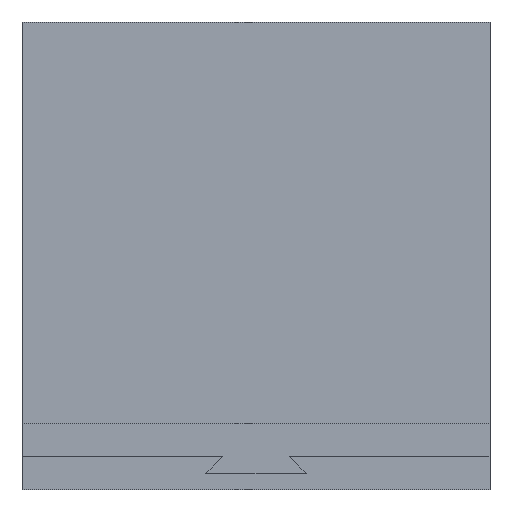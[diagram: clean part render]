
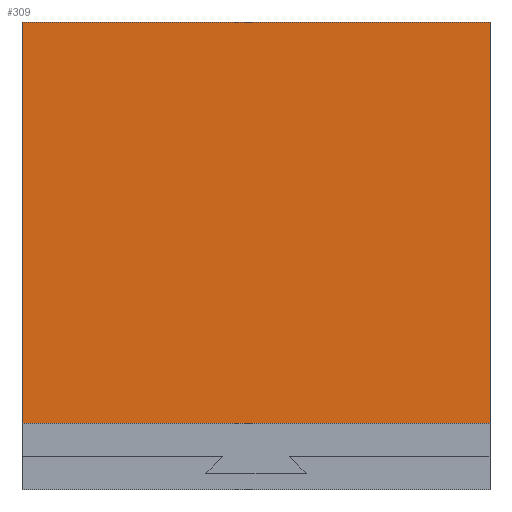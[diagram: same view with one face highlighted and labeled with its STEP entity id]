
A CAD part, front view. The second image highlights one B-rep face of the part: STEP entity #309.
In plain terms, the highlighted planar face has unit normal (0, -1, 0).
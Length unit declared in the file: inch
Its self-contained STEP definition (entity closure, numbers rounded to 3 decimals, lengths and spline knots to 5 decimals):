
#23=FACE_OUTER_BOUND('',#39,.T.);
#39=EDGE_LOOP('',(#237,#238,#239,#240));
#72=LINE('',#476,#114);
#73=LINE('',#479,#115);
#74=LINE('',#481,#116);
#75=LINE('',#482,#117);
#114=VECTOR('',#390,0.3937);
#115=VECTOR('',#393,0.3937);
#116=VECTOR('',#394,0.3937);
#117=VECTOR('',#395,0.3937);
#148=VERTEX_POINT('',#472);
#149=VERTEX_POINT('',#474);
#150=VERTEX_POINT('',#478);
#151=VERTEX_POINT('',#480);
#184=EDGE_CURVE('',#148,#149,#72,.T.);
#185=EDGE_CURVE('',#150,#148,#73,.T.);
#186=EDGE_CURVE('',#151,#149,#74,.T.);
#187=EDGE_CURVE('',#150,#151,#75,.T.);
#237=ORIENTED_EDGE('',*,*,#185,.T.);
#238=ORIENTED_EDGE('',*,*,#184,.T.);
#239=ORIENTED_EDGE('',*,*,#186,.F.);
#240=ORIENTED_EDGE('',*,*,#187,.F.);
#293=PLANE('',#339);
#309=ADVANCED_FACE('',(#23),#293,.T.);
#339=AXIS2_PLACEMENT_3D('',#477,#391,#392);
#390=DIRECTION('',(1.,0.,0.));
#391=DIRECTION('center_axis',(0.,-1.,0.));
#392=DIRECTION('ref_axis',(0.,0.,-1.));
#393=DIRECTION('',(0.,0.,-1.));
#394=DIRECTION('',(0.,0.,-1.));
#395=DIRECTION('',(1.,0.,0.));
#472=CARTESIAN_POINT('',(0.,7.,0.5));
#474=CARTESIAN_POINT('',(7.,7.,0.5));
#476=CARTESIAN_POINT('',(0.,7.,0.5));
#477=CARTESIAN_POINT('Origin',(0.,7.,7.));
#478=CARTESIAN_POINT('',(0.,7.,7.));
#479=CARTESIAN_POINT('',(0.,7.,7.));
#480=CARTESIAN_POINT('',(7.,7.,7.));
#481=CARTESIAN_POINT('',(7.,7.,7.));
#482=CARTESIAN_POINT('',(0.,7.,7.));
